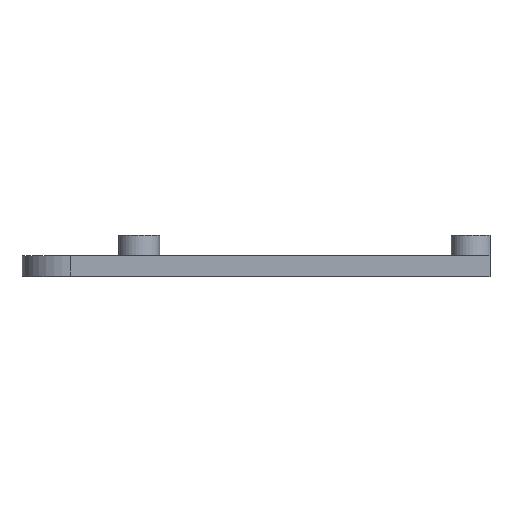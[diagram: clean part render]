
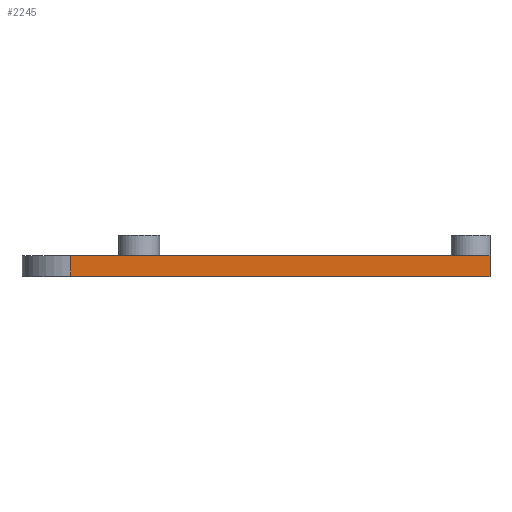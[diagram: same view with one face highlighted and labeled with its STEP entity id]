
A CAD part, top view. The second image highlights one B-rep face of the part: STEP entity #2245.
In plain terms, the highlighted planar face has unit normal (0, 0, 1).
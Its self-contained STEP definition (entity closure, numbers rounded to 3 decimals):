
#46=PLANE('',#2410);
#160=FACE_OUTER_BOUND('',#292,.T.);
#292=EDGE_LOOP('',(#1976,#1977,#1978,#1979));
#617=LINE('',#5559,#741);
#626=LINE('',#5586,#750);
#635=LINE('',#8950,#759);
#644=LINE('',#8970,#768);
#741=VECTOR('',#2733,10.);
#750=VECTOR('',#2760,10.);
#759=VECTOR('',#2799,10.);
#768=VECTOR('',#2818,10.);
#976=VERTEX_POINT('',#5556);
#977=VERTEX_POINT('',#5558);
#986=VERTEX_POINT('',#5584);
#998=VERTEX_POINT('',#8949);
#1270=EDGE_CURVE('',#976,#977,#617,.T.);
#1284=EDGE_CURVE('',#986,#976,#626,.T.);
#1331=EDGE_CURVE('',#977,#998,#635,.T.);
#1342=EDGE_CURVE('',#998,#986,#644,.T.);
#1976=ORIENTED_EDGE('',*,*,#1342,.F.);
#1977=ORIENTED_EDGE('',*,*,#1331,.F.);
#1978=ORIENTED_EDGE('',*,*,#1270,.F.);
#1979=ORIENTED_EDGE('',*,*,#1284,.F.);
#2245=ADVANCED_FACE('',(#160),#46,.F.);
#2410=AXIS2_PLACEMENT_3D('',#8969,#2816,#2817);
#2733=DIRECTION('',(0.,1.,0.));
#2760=DIRECTION('',(-1.,0.,0.));
#2799=DIRECTION('',(1.,0.,0.));
#2816=DIRECTION('center_axis',(0.,0.,-1.));
#2817=DIRECTION('ref_axis',(1.,0.,0.));
#2818=DIRECTION('',(0.,-1.,0.));
#5556=CARTESIAN_POINT('',(-5.,0.,-18.74));
#5558=CARTESIAN_POINT('',(-5.,3.,-18.74));
#5559=CARTESIAN_POINT('',(-5.,0.,-18.74));
#5584=CARTESIAN_POINT('',(56.302,0.,-18.74));
#5586=CARTESIAN_POINT('',(2.,0.,-18.74));
#8949=CARTESIAN_POINT('',(56.302,3.,-18.74));
#8950=CARTESIAN_POINT('',(42.5,3.,-18.74));
#8969=CARTESIAN_POINT('Origin',(0.,3.,-18.74));
#8970=CARTESIAN_POINT('',(56.302,3.,-18.74));
